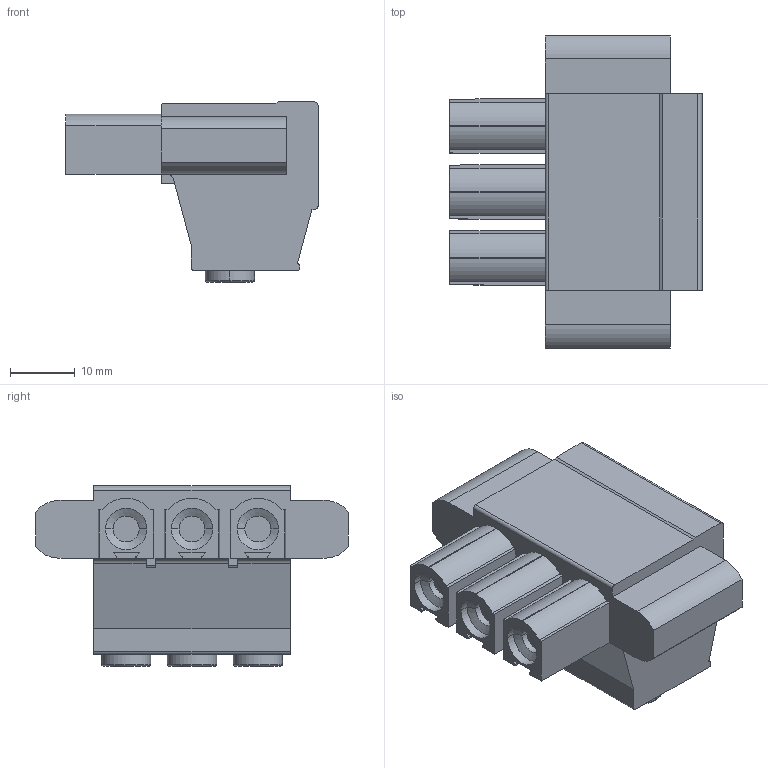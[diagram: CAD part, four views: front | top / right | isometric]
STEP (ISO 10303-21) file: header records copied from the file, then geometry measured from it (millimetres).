
FILE_DESCRIPTION((''),'2;1');
FILE_NAME('TLPSW-800V-XXP-XS','2024-09-09T16:36:25',('yanfa'),(''),'CREO PARAMETRIC BY PTC INC, 2018100','CREO PARAMETRIC BY PTC INC, 2018100','');
FILE_SCHEMA(('AUTOMOTIVE_DESIGN { 1 0 10303 214 1 1 1 1 }'));
Length unit declared in the file: millimetre
Products named in the file (1): TLPSW-800V-XXP-XS
Bounding box: 38.9 x 48.24 x 27.8 mm (x, y, z)
Volume: 19851.1 mm3; surface area: 8630.2 mm2
Topology: 1 solids, 1 shells, 272 faces, 732 edges, 478 vertices
Faces by surface type: plane 159, cylinder 101, torus 6, cone 6
Entity records: 8722 total; most frequent: CARTESIAN_POINT 1727, ORIENTED_EDGE 1464, DIRECTION 1413, EDGE_CURVE 732, VECTOR 492, LINE 492, VERTEX_POINT 478, AXIS2_PLACEMENT_3D 459
